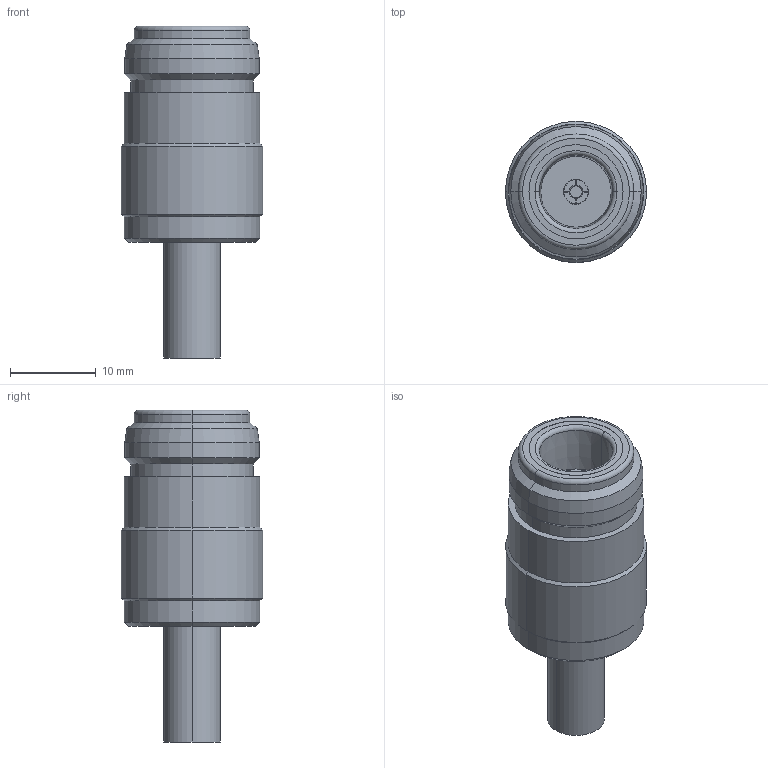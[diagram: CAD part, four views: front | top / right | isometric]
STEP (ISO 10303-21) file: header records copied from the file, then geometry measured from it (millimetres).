
FILE_DESCRIPTION (( 'STEP AP214' ), '1' );
FILE_NAME ('J01021A0146.STEP', '2018-11-20T09:38:06', ( '' ), ( '' ), 'SwSTEP 2.0', 'SolidWorks 2017', '' );
FILE_SCHEMA (( 'AUTOMOTIVE_DESIGN' ));
Length unit declared in the file: millimetre
Products named in the file (1): J01021A0146
Bounding box: 16.5 x 16.5 x 38.8 mm (x, y, z)
Volume: 4801.1 mm3; surface area: 2704.3 mm2
Topology: 1 solids, 2 shells, 84 faces, 178 edges, 108 vertices
Faces by surface type: cylinder 34, cone 24, plane 22, torus 4
Entity records: 3174 total; most frequent: CARTESIAN_POINT 419, DIRECTION 416, ORIENTED_EDGE 356, EDGE_CURVE 178, AXIS2_PLACEMENT_3D 169, VERTEX_POINT 108, EDGE_LOOP 96, ADVANCED_FACE 84
